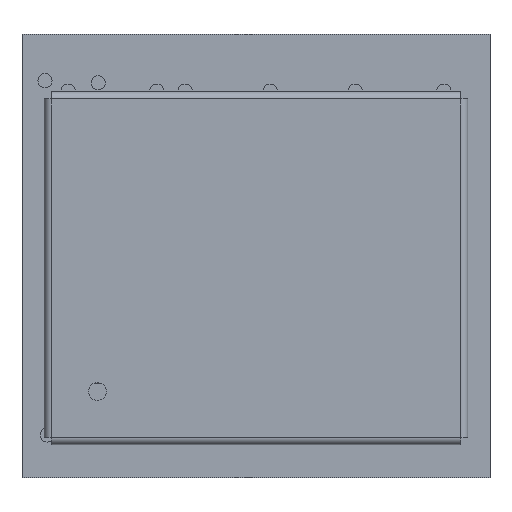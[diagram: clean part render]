
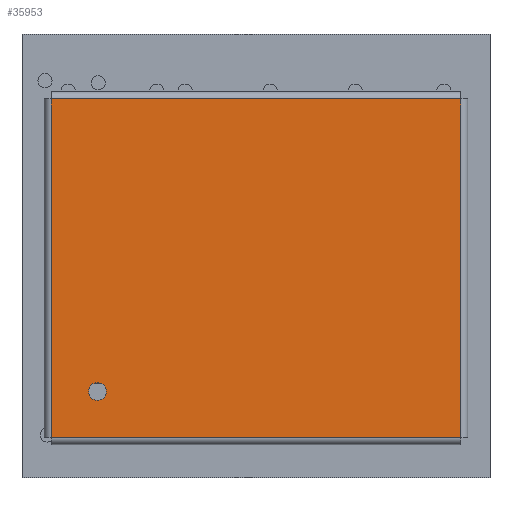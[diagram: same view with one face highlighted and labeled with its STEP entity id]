
A CAD part, top view. The second image highlights one B-rep face of the part: STEP entity #35953.
In plain terms, the highlighted face is planar.
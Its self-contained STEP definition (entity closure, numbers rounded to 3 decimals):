
#3477=FACE_BOUND('',#8854,.T.);
#4452=CIRCLE('',#43559,0.25);
#6638=FACE_OUTER_BOUND('',#8853,.T.);
#8853=EDGE_LOOP('',(#32026,#32027,#32028,#32029));
#8854=EDGE_LOOP('',(#32030));
#12244=LINE('',#68990,#15639);
#12245=LINE('',#68992,#15640);
#12246=LINE('',#68994,#15641);
#12247=LINE('',#68995,#15642);
#15639=VECTOR('',#54611,1000.);
#15640=VECTOR('',#54612,1000.);
#15641=VECTOR('',#54613,1000.);
#15642=VECTOR('',#54614,1000.);
#18588=VERTEX_POINT('',#68892);
#18629=VERTEX_POINT('',#68988);
#18630=VERTEX_POINT('',#68989);
#18631=VERTEX_POINT('',#68991);
#18632=VERTEX_POINT('',#68993);
#23061=EDGE_CURVE('',#18588,#18588,#4452,.T.);
#23106=EDGE_CURVE('',#18629,#18630,#12244,.T.);
#23107=EDGE_CURVE('',#18630,#18631,#12245,.T.);
#23108=EDGE_CURVE('',#18631,#18632,#12246,.T.);
#23109=EDGE_CURVE('',#18632,#18629,#12247,.T.);
#32026=ORIENTED_EDGE('',*,*,#23106,.T.);
#32027=ORIENTED_EDGE('',*,*,#23107,.T.);
#32028=ORIENTED_EDGE('',*,*,#23108,.T.);
#32029=ORIENTED_EDGE('',*,*,#23109,.T.);
#32030=ORIENTED_EDGE('',*,*,#23061,.F.);
#33790=PLANE('',#43580);
#35953=ADVANCED_FACE('',(#6638,#3477),#33790,.T.);
#43559=AXIS2_PLACEMENT_3D('',#68894,#54535,#54536);
#43580=AXIS2_PLACEMENT_3D('',#68987,#54609,#54610);
#54535=DIRECTION('center_axis',(0.,1.,0.));
#54536=DIRECTION('ref_axis',(0.,0.,1.));
#54609=DIRECTION('center_axis',(0.,1.,0.));
#54610=DIRECTION('ref_axis',(1.,0.,0.));
#54611=DIRECTION('',(-1.,0.,0.));
#54612=DIRECTION('',(0.,0.,1.));
#54613=DIRECTION('',(1.,0.,0.));
#54614=DIRECTION('',(0.,0.,-1.));
#68892=CARTESIAN_POINT('',(-4.475,1.6,3.225));
#68894=CARTESIAN_POINT('Origin',(-4.475,1.6,3.475));
#68987=CARTESIAN_POINT('Origin',(0.,1.6,0.));
#68988=CARTESIAN_POINT('',(5.775,1.6,-4.775));
#68989=CARTESIAN_POINT('',(-5.775,1.6,-4.775));
#68990=CARTESIAN_POINT('',(-5.975,1.6,-4.775));
#68991=CARTESIAN_POINT('',(-5.775,1.6,4.775));
#68992=CARTESIAN_POINT('',(-5.775,1.6,4.975));
#68993=CARTESIAN_POINT('',(5.775,1.6,4.775));
#68994=CARTESIAN_POINT('',(5.975,1.6,4.775));
#68995=CARTESIAN_POINT('',(5.775,1.6,-4.975));
